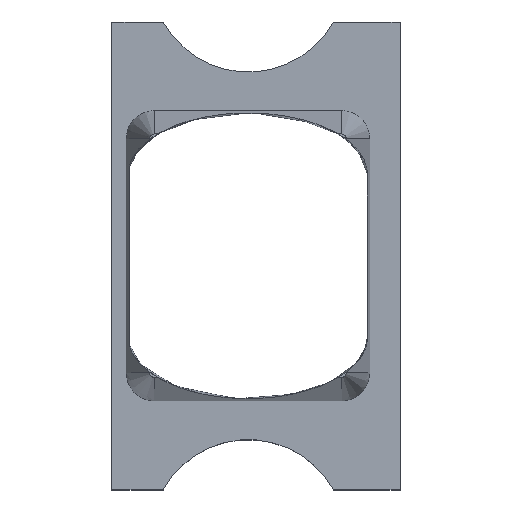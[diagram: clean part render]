
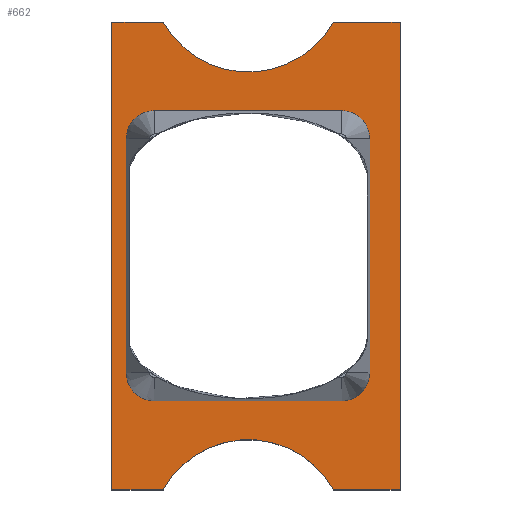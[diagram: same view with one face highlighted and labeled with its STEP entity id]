
A CAD part, top view. The second image highlights one B-rep face of the part: STEP entity #662.
In plain terms, the highlighted planar face has unit normal (0, 0, 1).
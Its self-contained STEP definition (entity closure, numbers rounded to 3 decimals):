
#16=FACE_BOUND('',#134,.T.);
#60=PLANE('',#728);
#96=FACE_OUTER_BOUND('',#133,.T.);
#133=EDGE_LOOP('',(#605,#606,#607,#608,#609,#610,#611,#612,#613,#614));
#134=EDGE_LOOP('',(#615,#616,#617,#618,#619,#620,#621,#622));
#143=CIRCLE('',#695,1.2);
#144=CIRCLE('',#698,1.2);
#145=CIRCLE('',#706,1.2);
#146=CIRCLE('',#709,1.2);
#147=CIRCLE('',#712,4.15);
#149=CIRCLE('',#718,4.15);
#151=CIRCLE('',#723,8.5);
#176=LINE('',#1046,#240);
#180=LINE('',#1055,#244);
#186=LINE('',#1089,#250);
#189=LINE('',#1097,#253);
#195=LINE('',#1195,#259);
#198=LINE('',#1201,#262);
#201=LINE('',#1207,#265);
#205=LINE('',#1219,#269);
#208=LINE('',#1225,#272);
#212=LINE('',#1237,#276);
#215=LINE('',#1242,#279);
#240=VECTOR('',#788,10.);
#244=VECTOR('',#798,10.);
#250=VECTOR('',#820,10.);
#253=VECTOR('',#829,10.);
#259=VECTOR('',#849,10.);
#262=VECTOR('',#854,10.);
#265=VECTOR('',#859,10.);
#269=VECTOR('',#871,10.);
#272=VECTOR('',#876,10.);
#276=VECTOR('',#888,10.);
#279=VECTOR('',#893,10.);
#309=VERTEX_POINT('',#1043);
#310=VERTEX_POINT('',#1045);
#311=VERTEX_POINT('',#1049);
#312=VERTEX_POINT('',#1053);
#313=VERTEX_POINT('',#1057);
#316=VERTEX_POINT('',#1087);
#317=VERTEX_POINT('',#1091);
#318=VERTEX_POINT('',#1095);
#321=VERTEX_POINT('',#1185);
#322=VERTEX_POINT('',#1186);
#325=VERTEX_POINT('',#1194);
#327=VERTEX_POINT('',#1200);
#329=VERTEX_POINT('',#1206);
#331=VERTEX_POINT('',#1212);
#333=VERTEX_POINT('',#1218);
#335=VERTEX_POINT('',#1224);
#337=VERTEX_POINT('',#1230);
#339=VERTEX_POINT('',#1236);
#378=EDGE_CURVE('',#310,#309,#176,.T.);
#381=EDGE_CURVE('',#309,#311,#143,.T.);
#383=EDGE_CURVE('',#311,#312,#180,.T.);
#385=EDGE_CURVE('',#312,#313,#144,.T.);
#394=EDGE_CURVE('',#313,#316,#186,.T.);
#396=EDGE_CURVE('',#316,#317,#145,.T.);
#398=EDGE_CURVE('',#317,#318,#189,.T.);
#399=EDGE_CURVE('',#318,#310,#146,.T.);
#405=EDGE_CURVE('',#321,#322,#147,.T.);
#409=EDGE_CURVE('',#325,#322,#195,.T.);
#412=EDGE_CURVE('',#327,#325,#198,.T.);
#415=EDGE_CURVE('',#329,#327,#201,.T.);
#418=EDGE_CURVE('',#329,#331,#149,.T.);
#421=EDGE_CURVE('',#333,#331,#205,.T.);
#424=EDGE_CURVE('',#335,#333,#208,.T.);
#427=EDGE_CURVE('',#335,#337,#151,.T.);
#430=EDGE_CURVE('',#339,#337,#212,.T.);
#433=EDGE_CURVE('',#321,#339,#215,.T.);
#605=ORIENTED_EDGE('',*,*,#433,.F.);
#606=ORIENTED_EDGE('',*,*,#405,.T.);
#607=ORIENTED_EDGE('',*,*,#409,.F.);
#608=ORIENTED_EDGE('',*,*,#412,.F.);
#609=ORIENTED_EDGE('',*,*,#415,.F.);
#610=ORIENTED_EDGE('',*,*,#418,.T.);
#611=ORIENTED_EDGE('',*,*,#421,.F.);
#612=ORIENTED_EDGE('',*,*,#424,.F.);
#613=ORIENTED_EDGE('',*,*,#427,.T.);
#614=ORIENTED_EDGE('',*,*,#430,.F.);
#615=ORIENTED_EDGE('',*,*,#383,.T.);
#616=ORIENTED_EDGE('',*,*,#385,.T.);
#617=ORIENTED_EDGE('',*,*,#394,.T.);
#618=ORIENTED_EDGE('',*,*,#396,.T.);
#619=ORIENTED_EDGE('',*,*,#398,.T.);
#620=ORIENTED_EDGE('',*,*,#399,.T.);
#621=ORIENTED_EDGE('',*,*,#378,.T.);
#622=ORIENTED_EDGE('',*,*,#381,.T.);
#662=ADVANCED_FACE('',(#96,#16),#60,.F.);
#695=AXIS2_PLACEMENT_3D('',#1051,#793,#794);
#698=AXIS2_PLACEMENT_3D('',#1059,#802,#803);
#706=AXIS2_PLACEMENT_3D('',#1093,#824,#825);
#709=AXIS2_PLACEMENT_3D('',#1099,#832,#833);
#712=AXIS2_PLACEMENT_3D('',#1187,#841,#842);
#718=AXIS2_PLACEMENT_3D('',#1213,#864,#865);
#723=AXIS2_PLACEMENT_3D('',#1231,#881,#882);
#728=AXIS2_PLACEMENT_3D('',#1245,#897,#898);
#788=DIRECTION('',(0.,1.,0.));
#793=DIRECTION('center_axis',(0.,0.,-1.));
#794=DIRECTION('ref_axis',(-1.,0.,0.));
#798=DIRECTION('',(1.,0.,0.));
#802=DIRECTION('center_axis',(0.,0.,-1.));
#803=DIRECTION('ref_axis',(0.,1.,0.));
#820=DIRECTION('',(0.,-1.,0.));
#824=DIRECTION('center_axis',(0.,0.,-1.));
#825=DIRECTION('ref_axis',(1.,0.,0.));
#829=DIRECTION('',(-1.,0.,0.));
#832=DIRECTION('center_axis',(0.,0.,-1.));
#833=DIRECTION('ref_axis',(0.,-1.,0.));
#841=DIRECTION('center_axis',(0.,0.,-1.));
#842=DIRECTION('ref_axis',(-0.876,0.482,0.));
#849=DIRECTION('',(-1.,0.,0.));
#854=DIRECTION('',(0.,-1.,0.));
#859=DIRECTION('',(1.,0.,0.));
#864=DIRECTION('center_axis',(0.,0.,-1.));
#865=DIRECTION('ref_axis',(0.875,-0.485,0.));
#871=DIRECTION('',(1.,0.,0.));
#876=DIRECTION('',(0.,1.,0.));
#881=DIRECTION('center_axis',(0.,0.,-1.));
#882=DIRECTION('ref_axis',(1.,0.004,0.));
#888=DIRECTION('',(0.,1.,0.));
#893=DIRECTION('',(-1.,0.,0.));
#897=DIRECTION('center_axis',(0.,0.,-1.));
#898=DIRECTION('ref_axis',(1.,0.,0.));
#1043=CARTESIAN_POINT('',(-5.2,5.,-29.55));
#1045=CARTESIAN_POINT('',(-5.2,-5.,-29.55));
#1046=CARTESIAN_POINT('',(-5.2,2.5,-29.55));
#1049=CARTESIAN_POINT('',(-4.,6.2,-29.55));
#1051=CARTESIAN_POINT('Origin',(-4.,5.,-29.55));
#1053=CARTESIAN_POINT('',(4.,6.2,-29.55));
#1055=CARTESIAN_POINT('',(2.03,6.2,-29.55));
#1057=CARTESIAN_POINT('',(5.2,5.,-29.55));
#1059=CARTESIAN_POINT('Origin',(4.,5.,-29.55));
#1087=CARTESIAN_POINT('',(5.2,-5.,-29.55));
#1089=CARTESIAN_POINT('',(5.2,-2.5,-29.55));
#1091=CARTESIAN_POINT('',(4.,-6.2,-29.55));
#1093=CARTESIAN_POINT('Origin',(4.,-5.,-29.55));
#1095=CARTESIAN_POINT('',(-4.,-6.2,-29.55));
#1097=CARTESIAN_POINT('',(-1.97,-6.2,-29.55));
#1099=CARTESIAN_POINT('Origin',(-4.,-5.,-29.55));
#1185=CARTESIAN_POINT('',(-3.622,-10.,-29.55));
#1186=CARTESIAN_POINT('',(3.648,-10.,-29.55));
#1187=CARTESIAN_POINT('Origin',(0.013,-12.002,-29.55));
#1194=CARTESIAN_POINT('',(6.5,-10.,-29.55));
#1195=CARTESIAN_POINT('',(6.5,-10.,-29.55));
#1200=CARTESIAN_POINT('',(6.5,9.992,-29.55));
#1201=CARTESIAN_POINT('',(6.5,9.992,-29.55));
#1206=CARTESIAN_POINT('',(3.643,9.992,-29.55));
#1207=CARTESIAN_POINT('',(3.643,9.992,-29.55));
#1212=CARTESIAN_POINT('',(-3.617,9.992,-29.55));
#1213=CARTESIAN_POINT('Origin',(0.013,12.003,-29.55));
#1218=CARTESIAN_POINT('',(-5.814,9.992,-29.55));
#1219=CARTESIAN_POINT('',(-5.814,9.992,-29.55));
#1224=CARTESIAN_POINT('',(-5.814,0.03,-29.55));
#1225=CARTESIAN_POINT('',(-5.814,0.03,-29.55));
#1230=CARTESIAN_POINT('',(-5.814,-0.034,-29.55));
#1231=CARTESIAN_POINT('Origin',(-14.314,-0.002,
-29.55));
#1236=CARTESIAN_POINT('',(-5.814,-10.,-29.55));
#1237=CARTESIAN_POINT('',(-5.814,-10.,-29.55));
#1242=CARTESIAN_POINT('',(-3.622,-10.,-29.55));
#1245=CARTESIAN_POINT('Origin',(0.059,0.,
-29.55));
